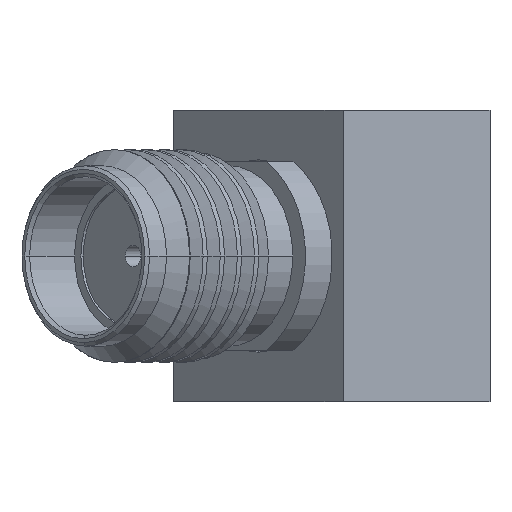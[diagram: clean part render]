
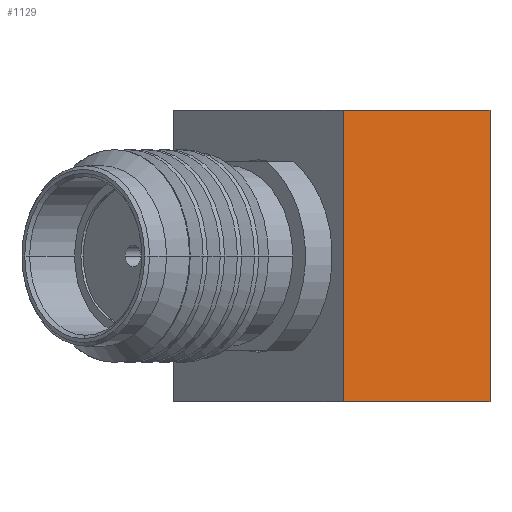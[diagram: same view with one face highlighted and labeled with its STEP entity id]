
A CAD part, left-side view. The second image highlights one B-rep face of the part: STEP entity #1129.
In plain terms, the highlighted planar face has unit normal (-0.707, -0.707, 0).
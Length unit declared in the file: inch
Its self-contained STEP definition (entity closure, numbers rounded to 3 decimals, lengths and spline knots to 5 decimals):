
#356 = ORIENTED_EDGE ( 'NONE', *, *, #595, .T. ) ;
#358 = DIRECTION ( 'NONE',  ( -0.707, 0.707, 0. ) ) ;
#473 = EDGE_CURVE ( 'NONE', #4833, #924, #4127, .T. ) ;
#595 = EDGE_CURVE ( 'NONE', #924, #4921, #2942, .T. ) ;
#924 = VERTEX_POINT ( 'NONE', #1956 ) ;
#1007 = ORIENTED_EDGE ( 'NONE', *, *, #473, .T. ) ;
#1129 = ADVANCED_FACE ( 'NONE', ( #1630 ), #5531, .T. ) ;
#1238 = VECTOR ( 'NONE', #3184, 39.37008 ) ;
#1365 = ORIENTED_EDGE ( 'NONE', *, *, #2379, .F. ) ;
#1390 = VERTEX_POINT ( 'NONE', #1616 ) ;
#1581 = ORIENTED_EDGE ( 'NONE', *, *, #2822, .F. ) ;
#1616 = CARTESIAN_POINT ( 'NONE',  ( -0.22549, 0.03062, 0.16732 ) ) ;
#1630 = FACE_OUTER_BOUND ( 'NONE', #5501, .T. ) ;
#1704 = CARTESIAN_POINT ( 'NONE',  ( -0.22549, 0.03062, -0.16732 ) ) ;
#1956 = CARTESIAN_POINT ( 'NONE',  ( -0.05707, -0.1378, -0.16732 ) ) ;
#2379 = EDGE_CURVE ( 'NONE', #4833, #1390, #5310, .T. ) ;
#2583 = CARTESIAN_POINT ( 'NONE',  ( -0.05707, -0.1378, -0.16732 ) ) ;
#2588 = VECTOR ( 'NONE', #2716, 39.37008 ) ;
#2671 = CARTESIAN_POINT ( 'NONE',  ( -0.22549, 0.03062, 0.16732 ) ) ;
#2716 = DIRECTION ( 'NONE',  ( 0., 0., 1. ) ) ;
#2733 = AXIS2_PLACEMENT_3D ( 'NONE', #1704, #5118, #358 ) ;
#2822 = EDGE_CURVE ( 'NONE', #1390, #4921, #3154, .T. ) ;
#2942 = LINE ( 'NONE', #2583, #3492 ) ;
#3154 = LINE ( 'NONE', #2671, #1238 ) ;
#3184 = DIRECTION ( 'NONE',  ( 0.707, -0.707, 0. ) ) ;
#3473 = DIRECTION ( 'NONE',  ( 0., 0., 1. ) ) ;
#3492 = VECTOR ( 'NONE', #3473, 39.37008 ) ;
#3551 = CARTESIAN_POINT ( 'NONE',  ( -0.22549, 0.03062, -0.16732 ) ) ;
#3678 = VECTOR ( 'NONE', #4158, 39.37008 ) ;
#4127 = LINE ( 'NONE', #5043, #3678 ) ;
#4148 = CARTESIAN_POINT ( 'NONE',  ( -0.05707, -0.1378, 0.16732 ) ) ;
#4158 = DIRECTION ( 'NONE',  ( 0.707, -0.707, 0. ) ) ;
#4442 = CARTESIAN_POINT ( 'NONE',  ( -0.22549, 0.03062, -0.16732 ) ) ;
#4833 = VERTEX_POINT ( 'NONE', #3551 ) ;
#4921 = VERTEX_POINT ( 'NONE', #4148 ) ;
#5043 = CARTESIAN_POINT ( 'NONE',  ( -0.22549, 0.03062, -0.16732 ) ) ;
#5118 = DIRECTION ( 'NONE',  ( -0.707, -0.707, 0. ) ) ;
#5310 = LINE ( 'NONE', #4442, #2588 ) ;
#5501 = EDGE_LOOP ( 'NONE', ( #356, #1581, #1365, #1007 ) ) ;
#5531 = PLANE ( 'NONE',  #2733 ) ;
